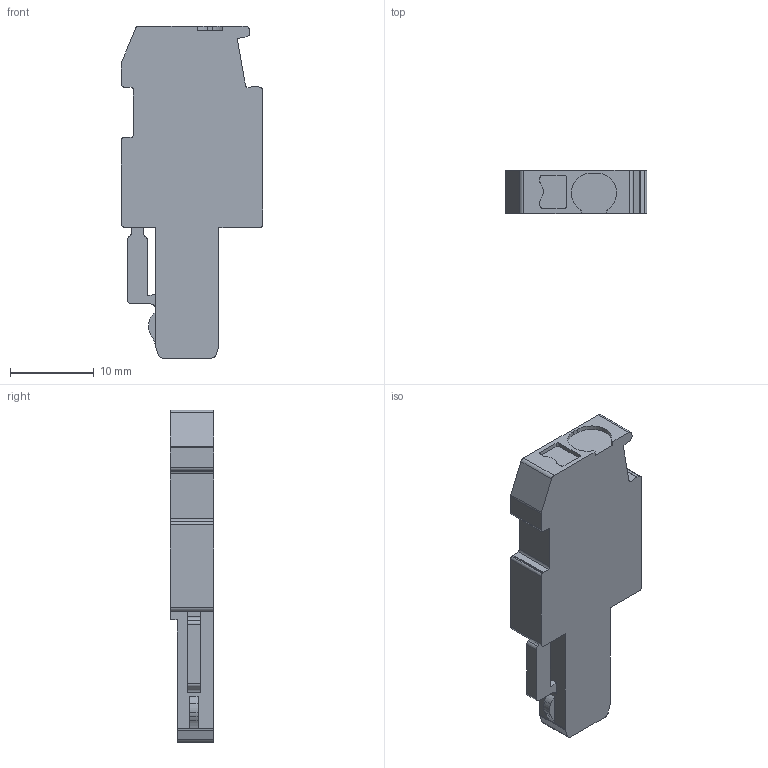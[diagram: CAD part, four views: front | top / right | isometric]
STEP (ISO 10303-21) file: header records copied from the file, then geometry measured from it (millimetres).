
FILE_DESCRIPTION( ( 'STEP AP214' ), '1' );
FILE_NAME( 'DPP-H2.5.stp', '2022-12-15T10:13:09', ( ' ' ), ( ' ' ), 'XStep 1.0', ' ', ' ' );
FILE_SCHEMA( ( 'CONFIG_CONTROL_DESIGN) ( )' ) );
Length unit declared in the file: metre
Products named in the file (1): DPP-H2.5
Bounding box: 16.95 x 5.15 x 39.7 mm (x, y, z)
Volume: 2485.6 mm3; surface area: 1646.3 mm2
Topology: 1 solids, 1 shells, 91 faces, 261 edges, 174 vertices
Faces by surface type: plane 47, cylinder 44
Entity records: 3751 total; most frequent: DIRECTION 533, CARTESIAN_POINT 527, ORIENTED_EDGE 522, EDGE_CURVE 261, AXIS2_PLACEMENT_3D 180, VERTEX_POINT 174, LINE 173, VECTOR 173
